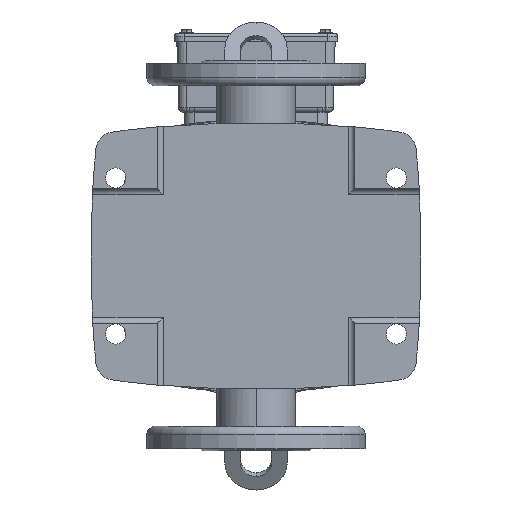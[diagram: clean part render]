
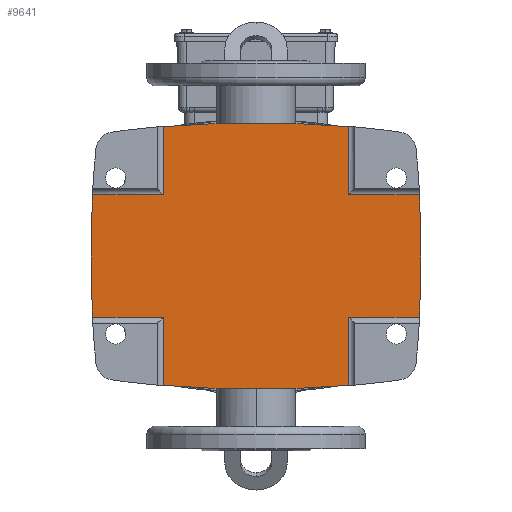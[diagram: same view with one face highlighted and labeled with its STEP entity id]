
A CAD part, front view. The second image highlights one B-rep face of the part: STEP entity #9641.
In plain terms, the highlighted planar face has unit normal (0, -1, 0).
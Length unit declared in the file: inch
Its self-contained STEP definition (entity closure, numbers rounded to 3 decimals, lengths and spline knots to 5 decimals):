
#481 = VECTOR ( 'NONE', #2708, 39.37008 ) ;
#589 = DIRECTION ( 'NONE',  ( 0., 0., 1. ) ) ;
#654 = CARTESIAN_POINT ( 'NONE',  ( 1.54265, 0.19685, -2.33625 ) ) ;
#670 = DIRECTION ( 'NONE',  ( 0., 1., 0. ) ) ;
#671 = VECTOR ( 'NONE', #12987, 39.37008 ) ;
#1030 = CARTESIAN_POINT ( 'NONE',  ( -23.10315, 0.19685, 0. ) ) ;
#1043 = CARTESIAN_POINT ( 'NONE',  ( -1.54265, 0.19685, 2.33625 ) ) ;
#1474 = VERTEX_POINT ( 'NONE', #27552 ) ;
#1986 = CARTESIAN_POINT ( 'NONE',  ( -1.54265, 0.19685, -4.59646 ) ) ;
#2554 = CARTESIAN_POINT ( 'NONE',  ( 1.54265, 0.19685, -4.59646 ) ) ;
#2708 = DIRECTION ( 'NONE',  ( 1., 0., 0. ) ) ;
#3176 = EDGE_CURVE ( 'NONE', #33450, #13861, #10628, .T. ) ;
#3309 = ORIENTED_EDGE ( 'NONE', *, *, #4522, .F. ) ;
#3323 = CARTESIAN_POINT ( 'NONE',  ( -3.26434, 0.19685, 2.33625 ) ) ;
#3334 = DIRECTION ( 'NONE',  ( 0., 0., 1. ) ) ;
#3396 = VERTEX_POINT ( 'NONE', #30547 ) ;
#3535 = CARTESIAN_POINT ( 'NONE',  ( -4.59646, 0.19685, 2.33625 ) ) ;
#3719 = LINE ( 'NONE', #28019, #10069 ) ;
#3804 = CARTESIAN_POINT ( 'NONE',  ( 23.10315, 0.19685, 0. ) ) ;
#4295 = EDGE_CURVE ( 'NONE', #14570, #1474, #34185, .T. ) ;
#4522 = EDGE_CURVE ( 'NONE', #25070, #15403, #12675, .T. ) ;
#4540 = ORIENTED_EDGE ( 'NONE', *, *, #12405, .T. ) ;
#4545 = VECTOR ( 'NONE', #31816, 39.37008 ) ;
#5144 = DIRECTION ( 'NONE',  ( 0., 0., 1. ) ) ;
#5454 = VECTOR ( 'NONE', #16672, 39.37008 ) ;
#5769 = CARTESIAN_POINT ( 'NONE',  ( 3.26434, 0.19685, -2.33625 ) ) ;
#6136 = EDGE_CURVE ( 'NONE', #25070, #28594, #31134, .T. ) ;
#6162 = DIRECTION ( 'NONE',  ( 0., 0., 1. ) ) ;
#6797 = CARTESIAN_POINT ( 'NONE',  ( -4.59646, 0.19685, -2.33625 ) ) ;
#6877 = DIRECTION ( 'NONE',  ( 0., 0., 1. ) ) ;
#7023 = DIRECTION ( 'NONE',  ( 1., 0., 0. ) ) ;
#7115 = ORIENTED_EDGE ( 'NONE', *, *, #4295, .T. ) ;
#7118 = CIRCLE ( 'NONE', #15600, 26.47079 ) ;
#7316 = AXIS2_PLACEMENT_3D ( 'NONE', #3804, #22598, #6877 ) ;
#8613 = EDGE_LOOP ( 'NONE', ( #9850, #32476, #7115, #4540, #13081, #10365, #24915, #13610, #11985, #22427, #3309, #10188, #26948, #28445 ) ) ;
#9641 = ADVANCED_FACE ( 'NONE', ( #10293 ), #23290, .F. ) ;
#9850 = ORIENTED_EDGE ( 'NONE', *, *, #21925, .F. ) ;
#10069 = VECTOR ( 'NONE', #589, 39.37008 ) ;
#10188 = ORIENTED_EDGE ( 'NONE', *, *, #6136, .T. ) ;
#10293 = FACE_OUTER_BOUND ( 'NONE', #8613, .T. ) ;
#10365 = ORIENTED_EDGE ( 'NONE', *, *, #19612, .F. ) ;
#10383 = VECTOR ( 'NONE', #33019, 39.37008 ) ;
#10494 = DIRECTION ( 'NONE',  ( 0., 0., 1. ) ) ;
#10592 = CIRCLE ( 'NONE', #12490, 27.26527 ) ;
#10628 = CIRCLE ( 'NONE', #33874, 27.26527 ) ;
#11985 = ORIENTED_EDGE ( 'NONE', *, *, #32900, .T. ) ;
#12405 = EDGE_CURVE ( 'NONE', #1474, #23528, #26675, .T. ) ;
#12490 = AXIS2_PLACEMENT_3D ( 'NONE', #18818, #34945, #29050 ) ;
#12565 = DIRECTION ( 'NONE',  ( 0., 0., 1. ) ) ;
#12675 = LINE ( 'NONE', #24530, #5454 ) ;
#12853 = EDGE_CURVE ( 'NONE', #13528, #18679, #24965, .T. ) ;
#12987 = DIRECTION ( 'NONE',  ( 0., 0., 1. ) ) ;
#13065 = CARTESIAN_POINT ( 'NONE',  ( 0., 0.19685, -4.16291 ) ) ;
#13081 = ORIENTED_EDGE ( 'NONE', *, *, #22336, .F. ) ;
#13083 = DIRECTION ( 'NONE',  ( 0., -1., 0. ) ) ;
#13528 = VERTEX_POINT ( 'NONE', #33133 ) ;
#13610 = ORIENTED_EDGE ( 'NONE', *, *, #28968, .T. ) ;
#13861 = VERTEX_POINT ( 'NONE', #13065 ) ;
#14348 = CARTESIAN_POINT ( 'NONE',  ( 1.54265, 0.19685, -4.11924 ) ) ;
#14570 = VERTEX_POINT ( 'NONE', #3323 ) ;
#14645 = DIRECTION ( 'NONE',  ( 0., 0., 1. ) ) ;
#14815 = VECTOR ( 'NONE', #14645, 39.37008 ) ;
#15403 = VERTEX_POINT ( 'NONE', #32482 ) ;
#15600 = AXIS2_PLACEMENT_3D ( 'NONE', #1030, #670, #3334 ) ;
#15893 = VECTOR ( 'NONE', #7023, 39.37008 ) ;
#16566 = CARTESIAN_POINT ( 'NONE',  ( -4.59646, 0.19685, -2.33625 ) ) ;
#16573 = VERTEX_POINT ( 'NONE', #5769 ) ;
#16672 = DIRECTION ( 'NONE',  ( 1., 0., 0. ) ) ;
#16952 = CARTESIAN_POINT ( 'NONE',  ( 0., 0.19685, 23.10236 ) ) ;
#17686 = LINE ( 'NONE', #1986, #671 ) ;
#18005 = LINE ( 'NONE', #6797, #15893 ) ;
#18679 = VERTEX_POINT ( 'NONE', #31825 ) ;
#18760 = DIRECTION ( 'NONE',  ( 0., -1., 0. ) ) ;
#18818 = CARTESIAN_POINT ( 'NONE',  ( 0., 0.19685, 23.10236 ) ) ;
#19612 = EDGE_CURVE ( 'NONE', #13861, #3396, #10592, .T. ) ;
#20729 = AXIS2_PLACEMENT_3D ( 'NONE', #21369, #18760, #5144 ) ;
#21129 = CARTESIAN_POINT ( 'NONE',  ( 0., 0.19685, -23.10236 ) ) ;
#21369 = CARTESIAN_POINT ( 'NONE',  ( 0., 0.19685, -23.10236 ) ) ;
#21925 = EDGE_CURVE ( 'NONE', #23385, #18679, #3719, .T. ) ;
#22336 = EDGE_CURVE ( 'NONE', #3396, #23528, #17686, .T. ) ;
#22427 = ORIENTED_EDGE ( 'NONE', *, *, #29994, .F. ) ;
#22598 = DIRECTION ( 'NONE',  ( 0., -1., 0. ) ) ;
#23036 = CARTESIAN_POINT ( 'NONE',  ( 1.54265, 0.19685, 2.33625 ) ) ;
#23290 = PLANE ( 'NONE',  #33464 ) ;
#23385 = VERTEX_POINT ( 'NONE', #1043 ) ;
#23528 = VERTEX_POINT ( 'NONE', #31311 ) ;
#24041 = AXIS2_PLACEMENT_3D ( 'NONE', #21129, #13083, #10494 ) ;
#24530 = CARTESIAN_POINT ( 'NONE',  ( -4.59646, 0.19685, 2.33625 ) ) ;
#24915 = ORIENTED_EDGE ( 'NONE', *, *, #3176, .F. ) ;
#24928 = VERTEX_POINT ( 'NONE', #654 ) ;
#24965 = CIRCLE ( 'NONE', #24041, 27.26527 ) ;
#25070 = VERTEX_POINT ( 'NONE', #23036 ) ;
#26202 = CARTESIAN_POINT ( 'NONE',  ( 1.54265, 0.19685, 4.11924 ) ) ;
#26675 = LINE ( 'NONE', #16566, #481 ) ;
#26948 = ORIENTED_EDGE ( 'NONE', *, *, #27834, .T. ) ;
#27552 = CARTESIAN_POINT ( 'NONE',  ( -3.26434, 0.19685, -2.33625 ) ) ;
#27834 = EDGE_CURVE ( 'NONE', #28594, #13528, #32993, .T. ) ;
#27867 = DIRECTION ( 'NONE',  ( 0., 1., 0. ) ) ;
#28019 = CARTESIAN_POINT ( 'NONE',  ( -1.54265, 0.19685, -4.59646 ) ) ;
#28445 = ORIENTED_EDGE ( 'NONE', *, *, #12853, .T. ) ;
#28594 = VERTEX_POINT ( 'NONE', #26202 ) ;
#28703 = DIRECTION ( 'NONE',  ( 0., 1., 0. ) ) ;
#28968 = EDGE_CURVE ( 'NONE', #33450, #24928, #33779, .T. ) ;
#29050 = DIRECTION ( 'NONE',  ( 0., 0., 1. ) ) ;
#29994 = EDGE_CURVE ( 'NONE', #15403, #16573, #7118, .T. ) ;
#30547 = CARTESIAN_POINT ( 'NONE',  ( -1.54265, 0.19685, -4.11924 ) ) ;
#30785 = CARTESIAN_POINT ( 'NONE',  ( 1.54265, 0.19685, -4.59646 ) ) ;
#31113 = LINE ( 'NONE', #3535, #10383 ) ;
#31134 = LINE ( 'NONE', #2554, #4545 ) ;
#31311 = CARTESIAN_POINT ( 'NONE',  ( -1.54265, 0.19685, -2.33625 ) ) ;
#31816 = DIRECTION ( 'NONE',  ( 0., 0., 1. ) ) ;
#31825 = CARTESIAN_POINT ( 'NONE',  ( -1.54265, 0.19685, 4.11924 ) ) ;
#32197 = EDGE_CURVE ( 'NONE', #14570, #23385, #31113, .T. ) ;
#32476 = ORIENTED_EDGE ( 'NONE', *, *, #32197, .F. ) ;
#32482 = CARTESIAN_POINT ( 'NONE',  ( 3.26434, 0.19685, 2.33625 ) ) ;
#32900 = EDGE_CURVE ( 'NONE', #24928, #16573, #18005, .T. ) ;
#32993 = CIRCLE ( 'NONE', #20729, 27.26527 ) ;
#33019 = DIRECTION ( 'NONE',  ( 1., 0., 0. ) ) ;
#33133 = CARTESIAN_POINT ( 'NONE',  ( 0., 0.19685, 4.16291 ) ) ;
#33450 = VERTEX_POINT ( 'NONE', #14348 ) ;
#33464 = AXIS2_PLACEMENT_3D ( 'NONE', #34355, #28703, #12565 ) ;
#33779 = LINE ( 'NONE', #30785, #14815 ) ;
#33874 = AXIS2_PLACEMENT_3D ( 'NONE', #16952, #27867, #6162 ) ;
#34185 = CIRCLE ( 'NONE', #7316, 26.47079 ) ;
#34355 = CARTESIAN_POINT ( 'NONE',  ( -1.54265, 0.19685, -4.59646 ) ) ;
#34945 = DIRECTION ( 'NONE',  ( 0., 1., 0. ) ) ;
